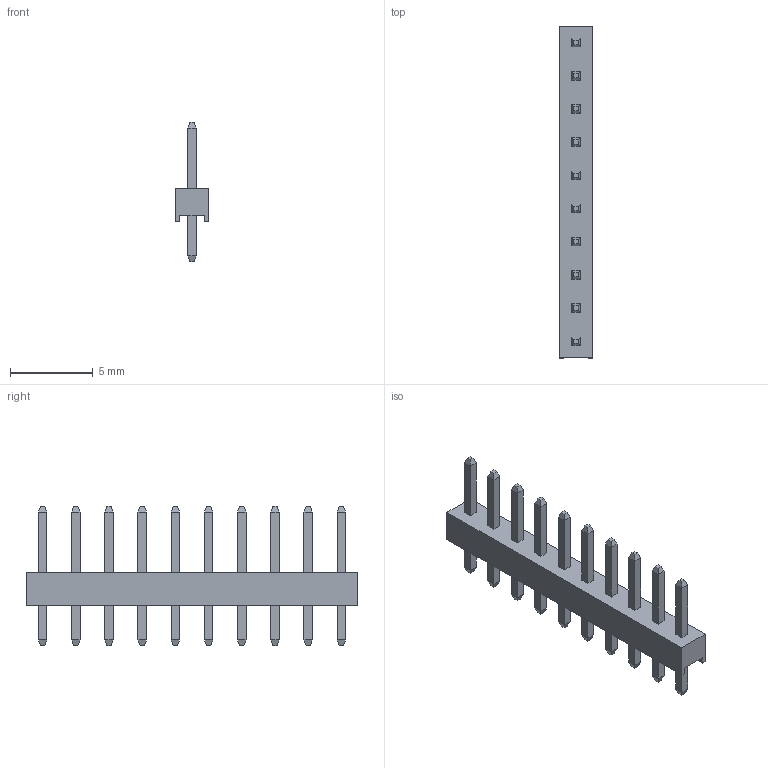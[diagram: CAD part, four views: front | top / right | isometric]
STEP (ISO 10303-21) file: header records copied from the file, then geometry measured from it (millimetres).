
FILE_DESCRIPTION(('FreeCAD Model'),'2;1');
FILE_NAME( 'Sullins_NRPN101PAEN.step', '2017-02-18T14:37:25',('Author'),(''), 'Open CASCADE STEP processor 6.8','FreeCAD','Unknown');
FILE_SCHEMA(('AUTOMOTIVE_DESIGN_CC2 { 1 2 10303 214 -1 1 5 4 }'));
Length unit declared in the file: millimetre
Products named in the file (2): ASSEMBLY; Sullins_NRPN101PAEN
Assembly tree (1 placements, depth 2):
  ASSEMBLY
    Sullins_NRPN101PAEN
Bounding box: 2 x 20 x 8.4 mm (x, y, z)
Volume: 85.3 mm3; surface area: 313.2 mm2
Topology: 1 solids, 1 shells, 190 faces, 424 edges, 256 vertices
Faces by surface type: plane 190
Entity records: 11921 total; most frequent: CARTESIAN_POINT 1720, DIRECTION 1656, LINE 1272, VECTOR 1272, ORIENTED_EDGE 848, PCURVE 848, DEFINITIONAL_REPRESENTATION 848, EDGE_CURVE 424
